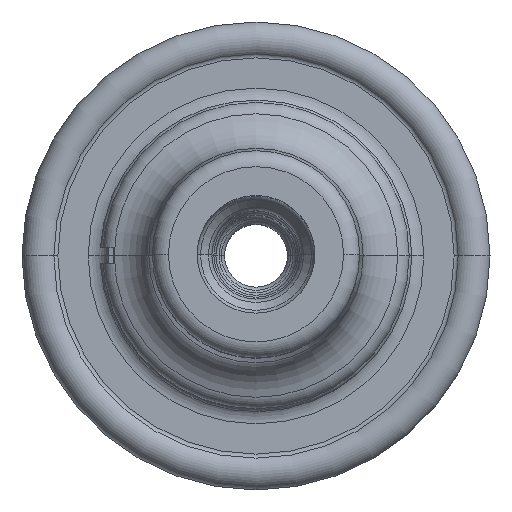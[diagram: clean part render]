
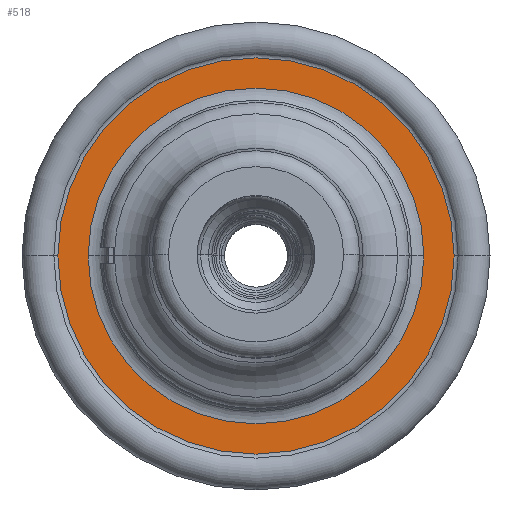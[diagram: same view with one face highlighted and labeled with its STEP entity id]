
A CAD part, top view. The second image highlights one B-rep face of the part: STEP entity #518.
In plain terms, the highlighted planar face has unit normal (0, 0, 1).
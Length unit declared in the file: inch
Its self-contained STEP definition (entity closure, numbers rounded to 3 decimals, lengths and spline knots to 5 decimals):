
#16 = CARTESIAN_POINT ( 'NONE',  ( -0.74079, 0., -3.6 ) ) ;
#24 = DIRECTION ( 'NONE',  ( -1., 0., 0. ) ) ;
#89 = CIRCLE ( 'NONE', #3133, 0.6275 ) ;
#97 = EDGE_CURVE ( 'NONE', #2672, #2404, #89, .T. ) ;
#179 = DIRECTION ( 'NONE',  ( 0., 0., -1. ) ) ;
#302 = EDGE_LOOP ( 'NONE', ( #2741, #3061 ) ) ;
#512 = DIRECTION ( 'NONE',  ( -1., 0., 0. ) ) ;
#518 = ADVANCED_FACE ( 'NONE', ( #1755, #2881 ), #2866, .T. ) ;
#524 = CARTESIAN_POINT ( 'NONE',  ( 0.6275, 0., -3.6 ) ) ;
#720 = AXIS2_PLACEMENT_3D ( 'NONE', #1000, #1266, #945 ) ;
#735 = CARTESIAN_POINT ( 'NONE',  ( -0.6275, 0., -3.6 ) ) ;
#798 = CIRCLE ( 'NONE', #2279, 0.74079 ) ;
#855 = CIRCLE ( 'NONE', #1246, 0.74079 ) ;
#917 = AXIS2_PLACEMENT_3D ( 'NONE', #1611, #2977, #512 ) ;
#945 = DIRECTION ( 'NONE',  ( 1., 0., 0. ) ) ;
#1000 = CARTESIAN_POINT ( 'NONE',  ( -0.74079, 0., -3.6 ) ) ;
#1049 = EDGE_CURVE ( 'NONE', #2780, #2725, #855, .T. ) ;
#1246 = AXIS2_PLACEMENT_3D ( 'NONE', #2422, #2191, #24 ) ;
#1266 = DIRECTION ( 'NONE',  ( 0., 0., 1. ) ) ;
#1297 = ORIENTED_EDGE ( 'NONE', *, *, #2976, .T. ) ;
#1564 = CARTESIAN_POINT ( 'NONE',  ( 0., 0., -3.6 ) ) ;
#1577 = DIRECTION ( 'NONE',  ( -1., 0., 0. ) ) ;
#1611 = CARTESIAN_POINT ( 'NONE',  ( 0., 0., -3.6 ) ) ;
#1656 = ORIENTED_EDGE ( 'NONE', *, *, #97, .T. ) ;
#1755 = FACE_BOUND ( 'NONE', #3401, .T. ) ;
#2191 = DIRECTION ( 'NONE',  ( 0., 0., -1. ) ) ;
#2279 = AXIS2_PLACEMENT_3D ( 'NONE', #1564, #179, #2651 ) ;
#2404 = VERTEX_POINT ( 'NONE', #524 ) ;
#2422 = CARTESIAN_POINT ( 'NONE',  ( 0., 0., -3.6 ) ) ;
#2648 = EDGE_CURVE ( 'NONE', #2725, #2780, #798, .T. ) ;
#2651 = DIRECTION ( 'NONE',  ( -1., 0., 0. ) ) ;
#2672 = VERTEX_POINT ( 'NONE', #735 ) ;
#2692 = CARTESIAN_POINT ( 'NONE',  ( 0.74079, 0., -3.6 ) ) ;
#2725 = VERTEX_POINT ( 'NONE', #16 ) ;
#2741 = ORIENTED_EDGE ( 'NONE', *, *, #2648, .F. ) ;
#2780 = VERTEX_POINT ( 'NONE', #2692 ) ;
#2866 = PLANE ( 'NONE',  #720 ) ;
#2881 = FACE_OUTER_BOUND ( 'NONE', #302, .T. ) ;
#2957 = CARTESIAN_POINT ( 'NONE',  ( 0., 0., -3.6 ) ) ;
#2976 = EDGE_CURVE ( 'NONE', #2404, #2672, #3040, .T. ) ;
#2977 = DIRECTION ( 'NONE',  ( 0., 0., -1. ) ) ;
#3040 = CIRCLE ( 'NONE', #917, 0.6275 ) ;
#3061 = ORIENTED_EDGE ( 'NONE', *, *, #1049, .F. ) ;
#3133 = AXIS2_PLACEMENT_3D ( 'NONE', #2957, #3459, #1577 ) ;
#3401 = EDGE_LOOP ( 'NONE', ( #1656, #1297 ) ) ;
#3459 = DIRECTION ( 'NONE',  ( 0., 0., -1. ) ) ;
